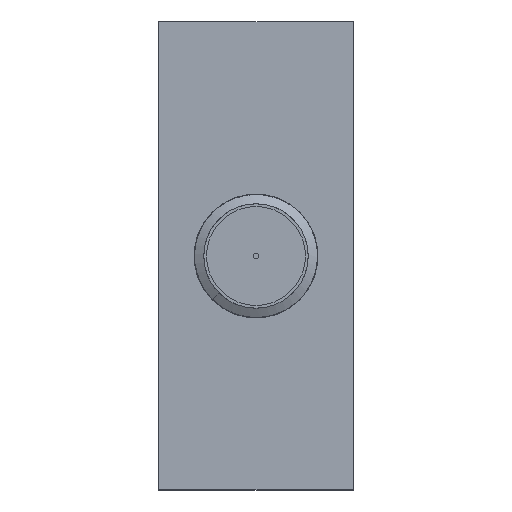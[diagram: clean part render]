
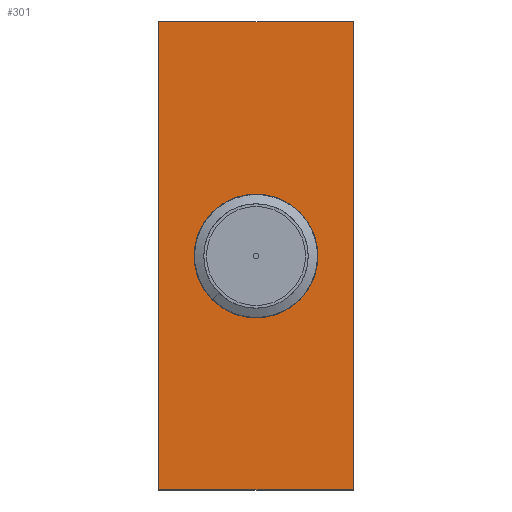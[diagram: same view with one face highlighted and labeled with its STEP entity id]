
A CAD part, left-side view. The second image highlights one B-rep face of the part: STEP entity #301.
In plain terms, the highlighted planar face has unit normal (-1, 0, 0).
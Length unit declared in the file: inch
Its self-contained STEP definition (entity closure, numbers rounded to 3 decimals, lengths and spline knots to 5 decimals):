
#101 = EDGE_LOOP ( 'NONE', ( #6061, #4941 ) ) ;
#166 = VECTOR ( 'NONE', #1494, 39.37008 ) ;
#228 = CARTESIAN_POINT ( 'NONE',  ( 0., 0.3937, -0.94488 ) ) ;
#301 = ADVANCED_FACE ( 'NONE', ( #6173, #5562 ), #5646, .F. ) ;
#423 = AXIS2_PLACEMENT_3D ( 'NONE', #6447, #7743, #3325 ) ;
#482 = CARTESIAN_POINT ( 'NONE',  ( 0., 0.3937, 0. ) ) ;
#715 = CARTESIAN_POINT ( 'NONE',  ( 0., 0.3937, 0. ) ) ;
#937 = VECTOR ( 'NONE', #6880, 39.37008 ) ;
#1226 = VERTEX_POINT ( 'NONE', #5700 ) ;
#1326 = CIRCLE ( 'NONE', #6907, 0.125 ) ;
#1458 = VECTOR ( 'NONE', #3660, 39.37008 ) ;
#1494 = DIRECTION ( 'NONE',  ( 0., -1., 0. ) ) ;
#1611 = CARTESIAN_POINT ( 'NONE',  ( 0., 0., 0. ) ) ;
#1617 = AXIS2_PLACEMENT_3D ( 'NONE', #715, #1871, #4477 ) ;
#1776 = CARTESIAN_POINT ( 'NONE',  ( 0., 0.3937, 0. ) ) ;
#1816 = LINE ( 'NONE', #1776, #1458 ) ;
#1867 = CIRCLE ( 'NONE', #423, 0.125 ) ;
#1871 = DIRECTION ( 'NONE',  ( 1., 0., 0. ) ) ;
#2283 = CARTESIAN_POINT ( 'NONE',  ( 0., 0., 0. ) ) ;
#2307 = EDGE_CURVE ( 'NONE', #1226, #6252, #6007, .T. ) ;
#3007 = DIRECTION ( 'NONE',  ( 0., 0., 1. ) ) ;
#3096 = EDGE_CURVE ( 'NONE', #5433, #5416, #1867, .T. ) ;
#3303 = EDGE_CURVE ( 'NONE', #3943, #6252, #1816, .T. ) ;
#3325 = DIRECTION ( 'NONE',  ( 0., 0., 1. ) ) ;
#3463 = EDGE_CURVE ( 'NONE', #5416, #5433, #1326, .T. ) ;
#3660 = DIRECTION ( 'NONE',  ( 0., -1., 0. ) ) ;
#3703 = LINE ( 'NONE', #7339, #937 ) ;
#3943 = VERTEX_POINT ( 'NONE', #482 ) ;
#4350 = CARTESIAN_POINT ( 'NONE',  ( 0., 0.19685, -0.47244 ) ) ;
#4477 = DIRECTION ( 'NONE',  ( 0., 0., -1. ) ) ;
#4728 = VECTOR ( 'NONE', #3007, 39.37008 ) ;
#4941 = ORIENTED_EDGE ( 'NONE', *, *, #3463, .F. ) ;
#5416 = VERTEX_POINT ( 'NONE', #6133 ) ;
#5424 = ORIENTED_EDGE ( 'NONE', *, *, #2307, .T. ) ;
#5433 = VERTEX_POINT ( 'NONE', #6779 ) ;
#5542 = DIRECTION ( 'NONE',  ( 0., 0., 1. ) ) ;
#5562 = FACE_OUTER_BOUND ( 'NONE', #6240, .T. ) ;
#5646 = PLANE ( 'NONE',  #1617 ) ;
#5700 = CARTESIAN_POINT ( 'NONE',  ( 0., 0., -0.94488 ) ) ;
#5859 = ORIENTED_EDGE ( 'NONE', *, *, #6121, .T. ) ;
#6007 = LINE ( 'NONE', #2283, #4728 ) ;
#6061 = ORIENTED_EDGE ( 'NONE', *, *, #3096, .F. ) ;
#6121 = EDGE_CURVE ( 'NONE', #6934, #1226, #6417, .T. ) ;
#6133 = CARTESIAN_POINT ( 'NONE',  ( 0., 0.19685, -0.59744 ) ) ;
#6173 = FACE_BOUND ( 'NONE', #101, .T. ) ;
#6240 = EDGE_LOOP ( 'NONE', ( #5424, #7002, #7116, #5859 ) ) ;
#6252 = VERTEX_POINT ( 'NONE', #1611 ) ;
#6417 = LINE ( 'NONE', #228, #166 ) ;
#6447 = CARTESIAN_POINT ( 'NONE',  ( 0., 0.19685, -0.47244 ) ) ;
#6756 = DIRECTION ( 'NONE',  ( -1., 0., 0. ) ) ;
#6779 = CARTESIAN_POINT ( 'NONE',  ( 0., 0.19685, -0.34744 ) ) ;
#6880 = DIRECTION ( 'NONE',  ( 0., 0., 1. ) ) ;
#6907 = AXIS2_PLACEMENT_3D ( 'NONE', #4350, #6756, #5542 ) ;
#6934 = VERTEX_POINT ( 'NONE', #7353 ) ;
#7002 = ORIENTED_EDGE ( 'NONE', *, *, #3303, .F. ) ;
#7116 = ORIENTED_EDGE ( 'NONE', *, *, #7404, .F. ) ;
#7339 = CARTESIAN_POINT ( 'NONE',  ( 0., 0.3937, 0. ) ) ;
#7353 = CARTESIAN_POINT ( 'NONE',  ( 0., 0.3937, -0.94488 ) ) ;
#7404 = EDGE_CURVE ( 'NONE', #6934, #3943, #3703, .T. ) ;
#7743 = DIRECTION ( 'NONE',  ( -1., 0., 0. ) ) ;
